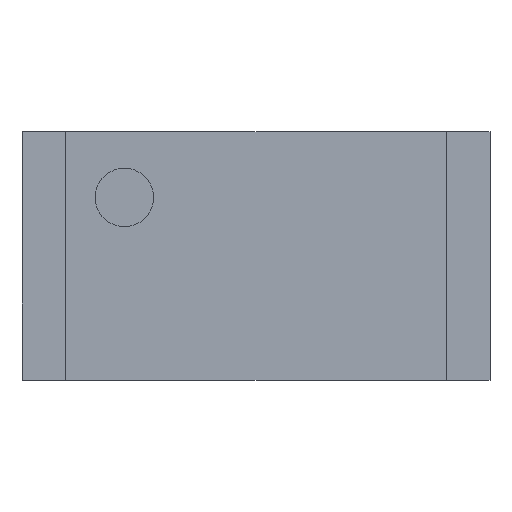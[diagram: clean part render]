
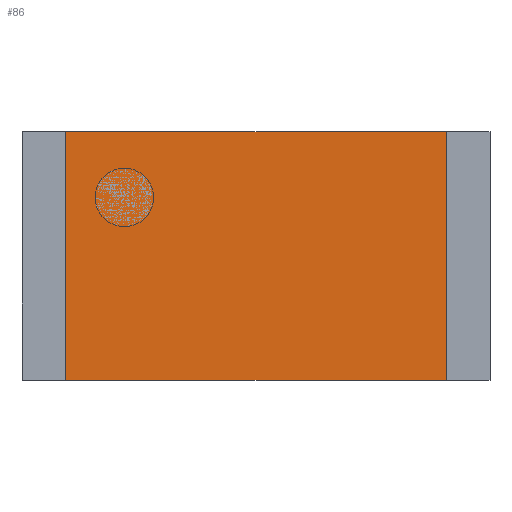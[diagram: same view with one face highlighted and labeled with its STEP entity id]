
A CAD part, top view. The second image highlights one B-rep face of the part: STEP entity #86.
In plain terms, the highlighted planar face has unit normal (0, 0, 1).
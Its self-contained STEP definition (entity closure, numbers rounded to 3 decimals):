
#86=ADVANCED_FACE('',(#168),#169,.F.);
#168=FACE_OUTER_BOUND('',#243,.T.);
#169=PLANE('',#244);
#243=EDGE_LOOP('',(#420,#421,#422,#423));
#244=AXIS2_PLACEMENT_3D('',#424,#425,#426);
#420=ORIENTED_EDGE('',*,*,#446,.F.);
#421=ORIENTED_EDGE('',*,*,#480,.T.);
#422=ORIENTED_EDGE('',*,*,#437,.F.);
#423=ORIENTED_EDGE('',*,*,#490,.T.);
#424=CARTESIAN_POINT('',(0.0,0.,0.5));
#425=DIRECTION('',(0.0,0.,-1.0));
#426=DIRECTION('',(1.0,0.0,0.0));
#437=EDGE_CURVE('',#514,#515,#516,.T.);
#446=EDGE_CURVE('',#530,#532,#533,.T.);
#480=EDGE_CURVE('',#530,#515,#583,.T.);
#490=EDGE_CURVE('',#514,#532,#595,.T.);
#514=VERTEX_POINT('',#629);
#515=VERTEX_POINT('',#630);
#516=LINE('',#631,#632);
#530=VERTEX_POINT('',#652);
#532=VERTEX_POINT('',#655);
#533=LINE('',#656,#657);
#583=LINE('',#731,#732);
#595=LINE('',#749,#750);
#629=CARTESIAN_POINT('',(-1.3,0.85,0.5));
#630=CARTESIAN_POINT('',(1.3,0.85,0.5));
#631=CARTESIAN_POINT('',(-1.6,0.85,0.5));
#632=VECTOR('',#780,1.0);
#652=CARTESIAN_POINT('',(1.3,-0.85,0.5));
#655=CARTESIAN_POINT('',(-1.3,-0.85,0.5));
#656=CARTESIAN_POINT('',(1.6,-0.85,0.5));
#657=VECTOR('',#788,1.0);
#731=CARTESIAN_POINT('',(1.3,-0.85,0.5));
#732=VECTOR('',#813,1.0);
#749=CARTESIAN_POINT('',(-1.3,0.85,0.5));
#750=VECTOR('',#819,1.0);
#780=DIRECTION('',(1.0,0.0,0.0));
#788=DIRECTION('',(-1.0,0.0,-0.0));
#813=DIRECTION('',(0.,1.0,0.));
#819=DIRECTION('',(0.,-1.0,0.));
